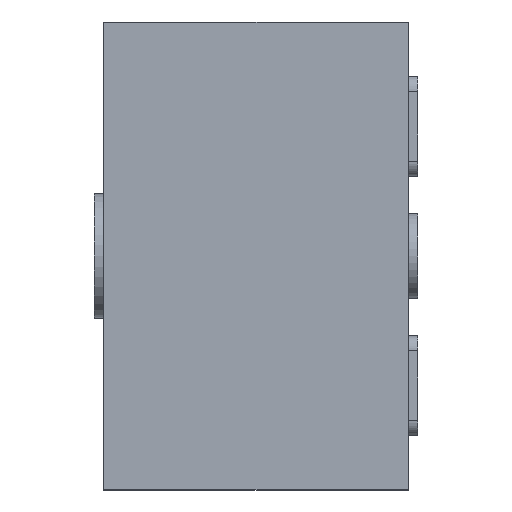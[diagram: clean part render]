
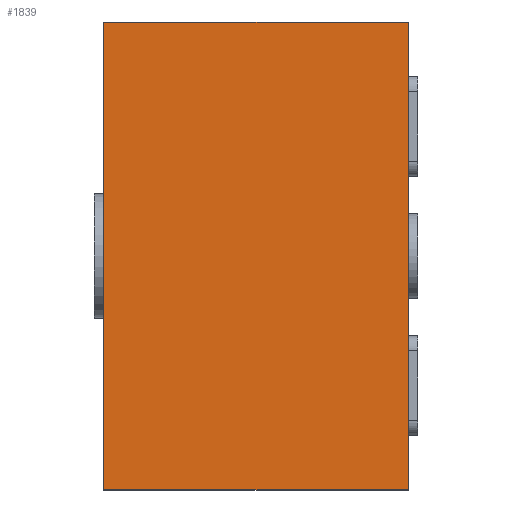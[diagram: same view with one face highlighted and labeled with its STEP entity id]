
A CAD part, left-side view. The second image highlights one B-rep face of the part: STEP entity #1839.
In plain terms, the highlighted planar face has unit normal (-1, 0, 0).
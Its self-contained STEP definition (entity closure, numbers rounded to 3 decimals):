
#11 = VECTOR ( 'NONE', #2431, 1000. ) ;
#105 = DIRECTION ( 'NONE',  ( 0., 0., 1. ) ) ;
#125 = ORIENTED_EDGE ( 'NONE', *, *, #966, .T. ) ;
#404 = DIRECTION ( 'NONE',  ( 1., 0., 0. ) ) ;
#406 = VERTEX_POINT ( 'NONE', #486 ) ;
#486 = CARTESIAN_POINT ( 'NONE',  ( -0.845, 0.305, 0.47 ) ) ;
#593 = VERTEX_POINT ( 'NONE', #2117 ) ;
#612 = DIRECTION ( 'NONE',  ( 0., 0., -1. ) ) ;
#759 = EDGE_CURVE ( 'NONE', #406, #593, #2538, .T. ) ;
#885 = ORIENTED_EDGE ( 'NONE', *, *, #1445, .T. ) ;
#914 = CARTESIAN_POINT ( 'NONE',  ( -0.845, 0.305, 0.47 ) ) ;
#943 = AXIS2_PLACEMENT_3D ( 'NONE', #1791, #404, #612 ) ;
#966 = EDGE_CURVE ( 'NONE', #1926, #593, #1999, .T. ) ;
#995 = CARTESIAN_POINT ( 'NONE',  ( -0.845, 0.305, -0.469 ) ) ;
#1053 = CARTESIAN_POINT ( 'NONE',  ( -0.845, -0.305, 0.47 ) ) ;
#1205 = EDGE_LOOP ( 'NONE', ( #125, #1632, #1368, #885 ) ) ;
#1287 = VECTOR ( 'NONE', #1614, 1000. ) ;
#1368 = ORIENTED_EDGE ( 'NONE', *, *, #2058, .F. ) ;
#1375 = CARTESIAN_POINT ( 'NONE',  ( -0.845, 0.305, 0.47 ) ) ;
#1388 = VERTEX_POINT ( 'NONE', #995 ) ;
#1445 = EDGE_CURVE ( 'NONE', #1388, #1926, #1812, .T. ) ;
#1454 = CARTESIAN_POINT ( 'NONE',  ( -0.845, -0.305, -0.469 ) ) ;
#1593 = DIRECTION ( 'NONE',  ( 0., -1., 0. ) ) ;
#1600 = CARTESIAN_POINT ( 'NONE',  ( -0.845, 0.305, -0.469 ) ) ;
#1614 = DIRECTION ( 'NONE',  ( 0., -1., 0. ) ) ;
#1632 = ORIENTED_EDGE ( 'NONE', *, *, #759, .F. ) ;
#1684 = VECTOR ( 'NONE', #1593, 1000. ) ;
#1791 = CARTESIAN_POINT ( 'NONE',  ( -0.845, 0.305, 0.47 ) ) ;
#1812 = LINE ( 'NONE', #1600, #1287 ) ;
#1839 = ADVANCED_FACE ( 'NONE', ( #2187 ), #2206, .F. ) ;
#1880 = LINE ( 'NONE', #914, #1986 ) ;
#1926 = VERTEX_POINT ( 'NONE', #1454 ) ;
#1986 = VECTOR ( 'NONE', #105, 1000. ) ;
#1999 = LINE ( 'NONE', #1053, #11 ) ;
#2058 = EDGE_CURVE ( 'NONE', #1388, #406, #1880, .T. ) ;
#2117 = CARTESIAN_POINT ( 'NONE',  ( -0.845, -0.305, 0.47 ) ) ;
#2187 = FACE_OUTER_BOUND ( 'NONE', #1205, .T. ) ;
#2206 = PLANE ( 'NONE',  #943 ) ;
#2431 = DIRECTION ( 'NONE',  ( 0., 0., 1. ) ) ;
#2538 = LINE ( 'NONE', #1375, #1684 ) ;
